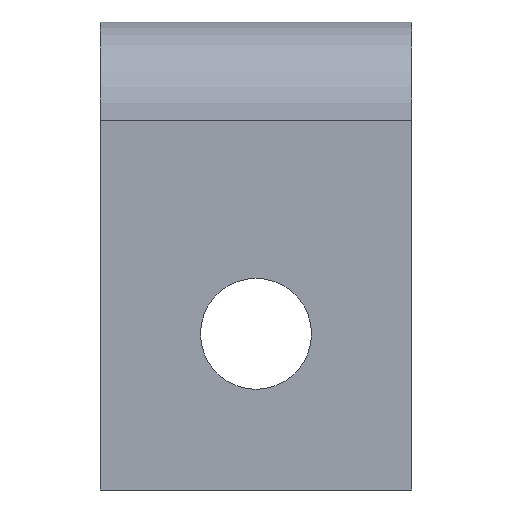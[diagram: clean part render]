
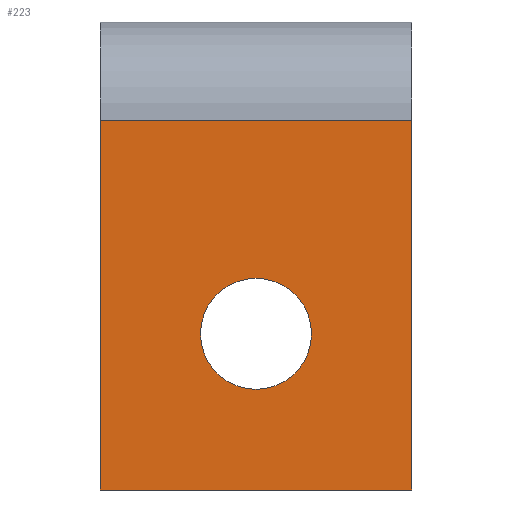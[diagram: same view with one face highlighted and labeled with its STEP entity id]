
A CAD part, front view. The second image highlights one B-rep face of the part: STEP entity #223.
In plain terms, the highlighted planar face has unit normal (0, -1, 0).
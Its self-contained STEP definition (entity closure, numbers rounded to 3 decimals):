
#2 = CARTESIAN_POINT ( 'NONE',  ( 0., 0., 2.05 ) ) ;
#17 = LINE ( 'NONE', #132, #209 ) ;
#20 = ORIENTED_EDGE ( 'NONE', *, *, #158, .T. ) ;
#29 = LINE ( 'NONE', #95, #421 ) ;
#36 = AXIS2_PLACEMENT_3D ( 'NONE', #379, #282, #48 ) ;
#42 = AXIS2_PLACEMENT_3D ( 'NONE', #144, #61, #351 ) ;
#47 = ORIENTED_EDGE ( 'NONE', *, *, #216, .F. ) ;
#48 = DIRECTION ( 'NONE',  ( 0., 0., 1. ) ) ;
#51 = VECTOR ( 'NONE', #213, 1000. ) ;
#52 = EDGE_CURVE ( 'NONE', #250, #171, #442, .T. ) ;
#60 = FACE_OUTER_BOUND ( 'NONE', #361, .T. ) ;
#61 = DIRECTION ( 'NONE',  ( 0., 1., 0. ) ) ;
#88 = EDGE_CURVE ( 'NONE', #248, #163, #334, .T. ) ;
#95 = CARTESIAN_POINT ( 'NONE',  ( -3.175, 0., 7.53 ) ) ;
#109 = CARTESIAN_POINT ( 'NONE',  ( 3.175, 0., 0. ) ) ;
#120 = PLANE ( 'NONE',  #36 ) ;
#123 = VERTEX_POINT ( 'NONE', #465 ) ;
#132 = CARTESIAN_POINT ( 'NONE',  ( 3.175, 0., 7.53 ) ) ;
#140 = CARTESIAN_POINT ( 'NONE',  ( 3.175, 0., 7.53 ) ) ;
#144 = CARTESIAN_POINT ( 'NONE',  ( 0., 0., 3.18 ) ) ;
#156 = ORIENTED_EDGE ( 'NONE', *, *, #265, .T. ) ;
#158 = EDGE_CURVE ( 'NONE', #171, #250, #329, .T. ) ;
#163 = VERTEX_POINT ( 'NONE', #183 ) ;
#169 = ORIENTED_EDGE ( 'NONE', *, *, #88, .F. ) ;
#171 = VERTEX_POINT ( 'NONE', #2 ) ;
#177 = ORIENTED_EDGE ( 'NONE', *, *, #52, .T. ) ;
#183 = CARTESIAN_POINT ( 'NONE',  ( -3.175, 0., 0. ) ) ;
#199 = ORIENTED_EDGE ( 'NONE', *, *, #352, .T. ) ;
#209 = VECTOR ( 'NONE', #231, 1000. ) ;
#213 = DIRECTION ( 'NONE',  ( -1., 0., 0. ) ) ;
#216 = EDGE_CURVE ( 'NONE', #454, #248, #17, .T. ) ;
#223 = ADVANCED_FACE ( 'NONE', ( #272, #60 ), #120, .F. ) ;
#231 = DIRECTION ( 'NONE',  ( 0., 0., -1. ) ) ;
#242 = EDGE_LOOP ( 'NONE', ( #177, #20 ) ) ;
#248 = VERTEX_POINT ( 'NONE', #277 ) ;
#250 = VERTEX_POINT ( 'NONE', #397 ) ;
#265 = EDGE_CURVE ( 'NONE', #123, #163, #29, .T. ) ;
#268 = DIRECTION ( 'NONE',  ( 0., 1., 0. ) ) ;
#272 = FACE_BOUND ( 'NONE', #242, .T. ) ;
#277 = CARTESIAN_POINT ( 'NONE',  ( 3.175, 0., 0. ) ) ;
#282 = DIRECTION ( 'NONE',  ( 0., 1., 0. ) ) ;
#329 = CIRCLE ( 'NONE', #377, 1.13 ) ;
#334 = LINE ( 'NONE', #109, #424 ) ;
#351 = DIRECTION ( 'NONE',  ( 0., 0., 1. ) ) ;
#352 = EDGE_CURVE ( 'NONE', #454, #123, #374, .T. ) ;
#354 = DIRECTION ( 'NONE',  ( -1., 0., 0. ) ) ;
#357 = CARTESIAN_POINT ( 'NONE',  ( 3.175, 0., 7.53 ) ) ;
#361 = EDGE_LOOP ( 'NONE', ( #156, #169, #47, #199 ) ) ;
#374 = LINE ( 'NONE', #140, #51 ) ;
#377 = AXIS2_PLACEMENT_3D ( 'NONE', #393, #268, #430 ) ;
#379 = CARTESIAN_POINT ( 'NONE',  ( 3.175, 0., 7.53 ) ) ;
#393 = CARTESIAN_POINT ( 'NONE',  ( 0., 0., 3.18 ) ) ;
#397 = CARTESIAN_POINT ( 'NONE',  ( 0., 0., 4.31 ) ) ;
#421 = VECTOR ( 'NONE', #453, 1000. ) ;
#424 = VECTOR ( 'NONE', #354, 1000. ) ;
#430 = DIRECTION ( 'NONE',  ( 0., 0., 1. ) ) ;
#442 = CIRCLE ( 'NONE', #42, 1.13 ) ;
#453 = DIRECTION ( 'NONE',  ( 0., 0., -1. ) ) ;
#454 = VERTEX_POINT ( 'NONE', #357 ) ;
#465 = CARTESIAN_POINT ( 'NONE',  ( -3.175, 0., 7.53 ) ) ;
